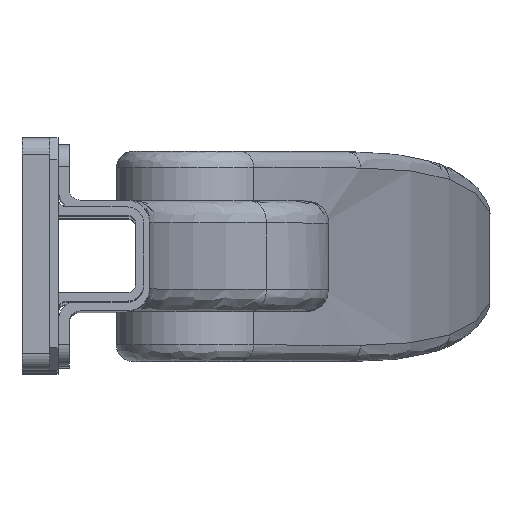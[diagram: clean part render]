
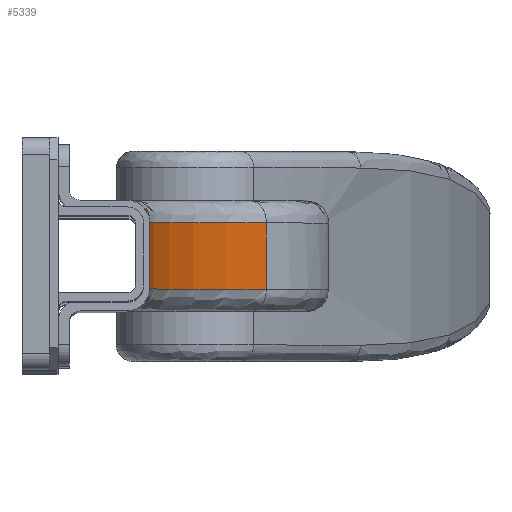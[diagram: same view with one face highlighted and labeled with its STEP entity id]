
A CAD part, top view. The second image highlights one B-rep face of the part: STEP entity #5339.
In plain terms, the highlighted cylindrical face has radius 75 mm (diameter 150 mm), a partial arc.
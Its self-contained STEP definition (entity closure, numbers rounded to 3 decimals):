
#18 = VERTEX_POINT ( 'NONE', #3139 ) ;
#697 = DIRECTION ( 'NONE',  ( -1., 0., 0. ) ) ;
#967 = EDGE_CURVE ( 'NONE', #8643, #2262, #4471, .T. ) ;
#1088 = ORIENTED_EDGE ( 'NONE', *, *, #967, .F. ) ;
#1339 = EDGE_LOOP ( 'NONE', ( #4937, #8893, #1088, #4418 ) ) ;
#1386 = EDGE_CURVE ( 'NONE', #1917, #18, #1834, .T. ) ;
#1568 = DIRECTION ( 'NONE',  ( 1., 0., 0. ) ) ;
#1834 = LINE ( 'NONE', #7327, #7851 ) ;
#1917 = VERTEX_POINT ( 'NONE', #3041 ) ;
#2125 = CARTESIAN_POINT ( 'NONE',  ( -6., 27.826, 37.622 ) ) ;
#2262 = VERTEX_POINT ( 'NONE', #2125 ) ;
#2306 = CIRCLE ( 'NONE', #7234, 75. ) ;
#2884 = DIRECTION ( 'NONE',  ( 0., 0., -1. ) ) ;
#3041 = CARTESIAN_POINT ( 'NONE',  ( -6., 80., 16.5 ) ) ;
#3139 = CARTESIAN_POINT ( 'NONE',  ( 6., 80., 16.5 ) ) ;
#3232 = CARTESIAN_POINT ( 'NONE',  ( -6., 80., 91.5 ) ) ;
#3465 = DIRECTION ( 'NONE',  ( 0., 0., -1. ) ) ;
#3627 = EDGE_CURVE ( 'NONE', #2262, #1917, #4448, .T. ) ;
#4081 = DIRECTION ( 'NONE',  ( 1., 0., 0. ) ) ;
#4418 = ORIENTED_EDGE ( 'NONE', *, *, #6076, .F. ) ;
#4448 = CIRCLE ( 'NONE', #6861, 75. ) ;
#4471 = LINE ( 'NONE', #9421, #9237 ) ;
#4481 = CYLINDRICAL_SURFACE ( 'NONE', #5770, 75. ) ;
#4589 = CARTESIAN_POINT ( 'NONE',  ( 6., 27.826, 37.622 ) ) ;
#4631 = DIRECTION ( 'NONE',  ( 0., 0., 1. ) ) ;
#4822 = FACE_OUTER_BOUND ( 'NONE', #1339, .T. ) ;
#4937 = ORIENTED_EDGE ( 'NONE', *, *, #1386, .F. ) ;
#5339 = ADVANCED_FACE ( 'NONE', ( #4822 ), #4481, .F. ) ;
#5621 = DIRECTION ( 'NONE',  ( -1., 0., 0. ) ) ;
#5770 = AXIS2_PLACEMENT_3D ( 'NONE', #8422, #4081, #2884 ) ;
#6056 = DIRECTION ( 'NONE',  ( 1., 0., 0. ) ) ;
#6076 = EDGE_CURVE ( 'NONE', #18, #8643, #2306, .T. ) ;
#6861 = AXIS2_PLACEMENT_3D ( 'NONE', #3232, #6056, #4631 ) ;
#7234 = AXIS2_PLACEMENT_3D ( 'NONE', #9253, #5621, #3465 ) ;
#7327 = CARTESIAN_POINT ( 'NONE',  ( 0., 80., 16.5 ) ) ;
#7851 = VECTOR ( 'NONE', #1568, 1000. ) ;
#8422 = CARTESIAN_POINT ( 'NONE',  ( 0., 80., 91.5 ) ) ;
#8643 = VERTEX_POINT ( 'NONE', #4589 ) ;
#8893 = ORIENTED_EDGE ( 'NONE', *, *, #3627, .F. ) ;
#9237 = VECTOR ( 'NONE', #697, 1000. ) ;
#9253 = CARTESIAN_POINT ( 'NONE',  ( 6., 80., 91.5 ) ) ;
#9421 = CARTESIAN_POINT ( 'NONE',  ( 0., 27.826, 37.622 ) ) ;
